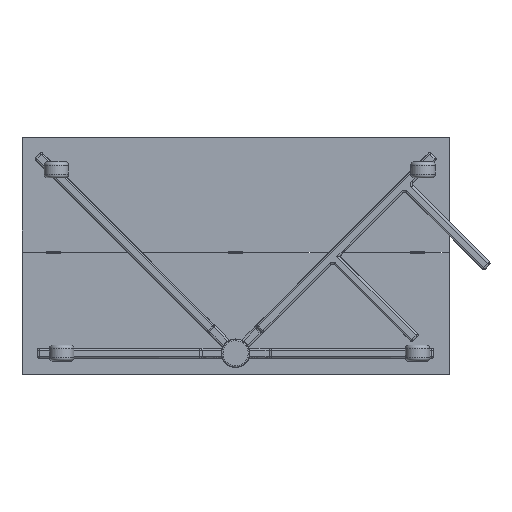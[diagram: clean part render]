
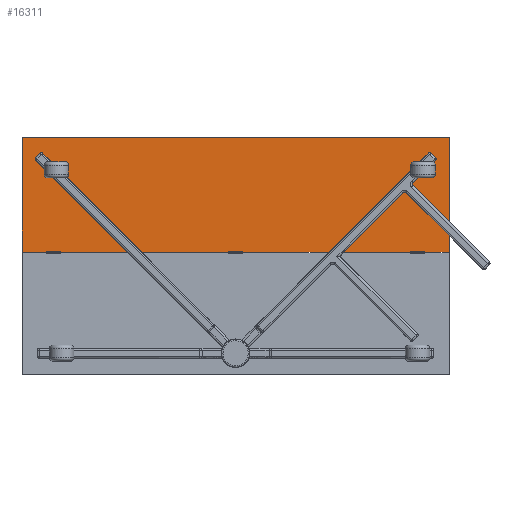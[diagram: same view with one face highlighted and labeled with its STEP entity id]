
A CAD part, front view. The second image highlights one B-rep face of the part: STEP entity #16311.
In plain terms, the highlighted free-form (B-spline) face has degree [1, 1] with [2, 2] control points.
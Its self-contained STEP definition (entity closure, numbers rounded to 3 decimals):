
#16279 = EDGE_CURVE('',#16280,#16282,#16284,.T.);
#16280 = VERTEX_POINT('',#16281);
#16281 = CARTESIAN_POINT('',(488.669,319.729,
    493.789));
#16282 = VERTEX_POINT('',#16283);
#16283 = CARTESIAN_POINT('',(488.669,319.729,
    231.303));
#16284 = B_SPLINE_CURVE_WITH_KNOTS('',1,(#16285,#16286),.UNSPECIFIED.,
  .F.,.F.,(2,2),(0.,282.),.PIECEWISE_BEZIER_KNOTS.);
#16285 = CARTESIAN_POINT('',(488.669,319.729,
    493.789));
#16286 = CARTESIAN_POINT('',(488.669,319.729,
    231.303));
#16311 = ADVANCED_FACE('',(#16312),#16418,.T.);
#16312 = FACE_BOUND('',#16313,.F.);
#16313 = EDGE_LOOP('',(#16314,#16323,#16330,#16337,#16342,#16343,#16350,
    #16357,#16364,#16371,#16378,#16385,#16392,#16399,#16406,#16413));
#16314 = ORIENTED_EDGE('',*,*,#16315,.T.);
#16315 = EDGE_CURVE('',#16316,#16318,#16320,.T.);
#16316 = VERTEX_POINT('',#16317);
#16317 = CARTESIAN_POINT('',(-432.821,319.729,
    233.63));
#16318 = VERTEX_POINT('',#16319);
#16319 = CARTESIAN_POINT('',(-432.821,319.729,
    231.303));
#16320 = B_SPLINE_CURVE_WITH_KNOTS('',1,(#16321,#16322),.UNSPECIFIED.,
  .F.,.F.,(2,2),(0.,2.5),.PIECEWISE_BEZIER_KNOTS.);
#16321 = CARTESIAN_POINT('',(-432.821,319.729,
    233.63));
#16322 = CARTESIAN_POINT('',(-432.821,319.729,
    231.303));
#16323 = ORIENTED_EDGE('',*,*,#16324,.F.);
#16324 = EDGE_CURVE('',#16325,#16318,#16327,.T.);
#16325 = VERTEX_POINT('',#16326);
#16326 = CARTESIAN_POINT('',(-488.669,319.729,
    231.303));
#16327 = B_SPLINE_CURVE_WITH_KNOTS('',1,(#16328,#16329),.UNSPECIFIED.,
  .F.,.F.,(2,2),(0.,60.),.PIECEWISE_BEZIER_KNOTS.);
#16328 = CARTESIAN_POINT('',(-488.669,319.729,
    231.303));
#16329 = CARTESIAN_POINT('',(-432.821,319.729,
    231.303));
#16330 = ORIENTED_EDGE('',*,*,#16331,.F.);
#16331 = EDGE_CURVE('',#16332,#16325,#16334,.T.);
#16332 = VERTEX_POINT('',#16333);
#16333 = CARTESIAN_POINT('',(-488.669,319.729,
    493.789));
#16334 = B_SPLINE_CURVE_WITH_KNOTS('',1,(#16335,#16336),.UNSPECIFIED.,
  .F.,.F.,(2,2),(0.,282.),.PIECEWISE_BEZIER_KNOTS.);
#16335 = CARTESIAN_POINT('',(-488.669,319.729,
    493.789));
#16336 = CARTESIAN_POINT('',(-488.669,319.729,
    231.303));
#16337 = ORIENTED_EDGE('',*,*,#16338,.T.);
#16338 = EDGE_CURVE('',#16332,#16280,#16339,.T.);
#16339 = B_SPLINE_CURVE_WITH_KNOTS('',1,(#16340,#16341),.UNSPECIFIED.,
  .F.,.F.,(2,2),(0.,1050.),.PIECEWISE_BEZIER_KNOTS.);
#16340 = CARTESIAN_POINT('',(-488.669,319.729,
    493.789));
#16341 = CARTESIAN_POINT('',(488.669,319.729,
    493.789));
#16342 = ORIENTED_EDGE('',*,*,#16279,.T.);
#16343 = ORIENTED_EDGE('',*,*,#16344,.F.);
#16344 = EDGE_CURVE('',#16345,#16282,#16347,.T.);
#16345 = VERTEX_POINT('',#16346);
#16346 = CARTESIAN_POINT('',(432.821,319.729,
    231.303));
#16347 = B_SPLINE_CURVE_WITH_KNOTS('',1,(#16348,#16349),.UNSPECIFIED.,
  .F.,.F.,(2,2),(0.,60.),.PIECEWISE_BEZIER_KNOTS.);
#16348 = CARTESIAN_POINT('',(432.821,319.729,
    231.303));
#16349 = CARTESIAN_POINT('',(488.669,319.729,
    231.303));
#16350 = ORIENTED_EDGE('',*,*,#16351,.F.);
#16351 = EDGE_CURVE('',#16352,#16345,#16354,.T.);
#16352 = VERTEX_POINT('',#16353);
#16353 = CARTESIAN_POINT('',(432.821,319.729,
    233.63));
#16354 = B_SPLINE_CURVE_WITH_KNOTS('',1,(#16355,#16356),.UNSPECIFIED.,
  .F.,.F.,(2,2),(0.,2.5),.PIECEWISE_BEZIER_KNOTS.);
#16355 = CARTESIAN_POINT('',(432.821,319.729,
    233.63));
#16356 = CARTESIAN_POINT('',(432.821,319.729,
    231.303));
#16357 = ORIENTED_EDGE('',*,*,#16358,.T.);
#16358 = EDGE_CURVE('',#16352,#16359,#16361,.T.);
#16359 = VERTEX_POINT('',#16360);
#16360 = CARTESIAN_POINT('',(400.243,319.729,
    233.63));
#16361 = B_SPLINE_CURVE_WITH_KNOTS('',1,(#16362,#16363),.UNSPECIFIED.,
  .F.,.F.,(2,2),(0.,35.),.PIECEWISE_BEZIER_KNOTS.);
#16362 = CARTESIAN_POINT('',(432.821,319.729,
    233.63));
#16363 = CARTESIAN_POINT('',(400.243,319.729,
    233.63));
#16364 = ORIENTED_EDGE('',*,*,#16365,.T.);
#16365 = EDGE_CURVE('',#16359,#16366,#16368,.T.);
#16366 = VERTEX_POINT('',#16367);
#16367 = CARTESIAN_POINT('',(400.243,319.729,
    231.303));
#16368 = B_SPLINE_CURVE_WITH_KNOTS('',1,(#16369,#16370),.UNSPECIFIED.,
  .F.,.F.,(2,2),(0.,2.5),.PIECEWISE_BEZIER_KNOTS.);
#16369 = CARTESIAN_POINT('',(400.243,319.729,
    233.63));
#16370 = CARTESIAN_POINT('',(400.243,319.729,
    231.303));
#16371 = ORIENTED_EDGE('',*,*,#16372,.F.);
#16372 = EDGE_CURVE('',#16373,#16366,#16375,.T.);
#16373 = VERTEX_POINT('',#16374);
#16374 = CARTESIAN_POINT('',(16.289,319.729,
    231.303));
#16375 = B_SPLINE_CURVE_WITH_KNOTS('',1,(#16376,#16377),.UNSPECIFIED.,
  .F.,.F.,(2,2),(0.,412.5),.PIECEWISE_BEZIER_KNOTS.);
#16376 = CARTESIAN_POINT('',(16.289,319.729,
    231.303));
#16377 = CARTESIAN_POINT('',(400.243,319.729,
    231.303));
#16378 = ORIENTED_EDGE('',*,*,#16379,.F.);
#16379 = EDGE_CURVE('',#16380,#16373,#16382,.T.);
#16380 = VERTEX_POINT('',#16381);
#16381 = CARTESIAN_POINT('',(16.289,319.729,
    233.63));
#16382 = B_SPLINE_CURVE_WITH_KNOTS('',1,(#16383,#16384),.UNSPECIFIED.,
  .F.,.F.,(2,2),(0.,2.5),.PIECEWISE_BEZIER_KNOTS.);
#16383 = CARTESIAN_POINT('',(16.289,319.729,
    233.63));
#16384 = CARTESIAN_POINT('',(16.289,319.729,
    231.303));
#16385 = ORIENTED_EDGE('',*,*,#16386,.T.);
#16386 = EDGE_CURVE('',#16380,#16387,#16389,.T.);
#16387 = VERTEX_POINT('',#16388);
#16388 = CARTESIAN_POINT('',(-16.289,319.729,
    233.63));
#16389 = B_SPLINE_CURVE_WITH_KNOTS('',1,(#16390,#16391),.UNSPECIFIED.,
  .F.,.F.,(2,2),(0.,35.),.PIECEWISE_BEZIER_KNOTS.);
#16390 = CARTESIAN_POINT('',(16.289,319.729,
    233.63));
#16391 = CARTESIAN_POINT('',(-16.289,319.729,
    233.63));
#16392 = ORIENTED_EDGE('',*,*,#16393,.T.);
#16393 = EDGE_CURVE('',#16387,#16394,#16396,.T.);
#16394 = VERTEX_POINT('',#16395);
#16395 = CARTESIAN_POINT('',(-16.289,319.729,
    231.303));
#16396 = B_SPLINE_CURVE_WITH_KNOTS('',1,(#16397,#16398),.UNSPECIFIED.,
  .F.,.F.,(2,2),(0.,2.5),.PIECEWISE_BEZIER_KNOTS.);
#16397 = CARTESIAN_POINT('',(-16.289,319.729,
    233.63));
#16398 = CARTESIAN_POINT('',(-16.289,319.729,
    231.303));
#16399 = ORIENTED_EDGE('',*,*,#16400,.F.);
#16400 = EDGE_CURVE('',#16401,#16394,#16403,.T.);
#16401 = VERTEX_POINT('',#16402);
#16402 = CARTESIAN_POINT('',(-400.243,319.729,
    231.303));
#16403 = B_SPLINE_CURVE_WITH_KNOTS('',1,(#16404,#16405),.UNSPECIFIED.,
  .F.,.F.,(2,2),(0.,412.5),.PIECEWISE_BEZIER_KNOTS.);
#16404 = CARTESIAN_POINT('',(-400.243,319.729,
    231.303));
#16405 = CARTESIAN_POINT('',(-16.289,319.729,
    231.303));
#16406 = ORIENTED_EDGE('',*,*,#16407,.F.);
#16407 = EDGE_CURVE('',#16408,#16401,#16410,.T.);
#16408 = VERTEX_POINT('',#16409);
#16409 = CARTESIAN_POINT('',(-400.243,319.729,
    233.63));
#16410 = B_SPLINE_CURVE_WITH_KNOTS('',1,(#16411,#16412),.UNSPECIFIED.,
  .F.,.F.,(2,2),(0.,2.5),.PIECEWISE_BEZIER_KNOTS.);
#16411 = CARTESIAN_POINT('',(-400.243,319.729,
    233.63));
#16412 = CARTESIAN_POINT('',(-400.243,319.729,
    231.303));
#16413 = ORIENTED_EDGE('',*,*,#16414,.T.);
#16414 = EDGE_CURVE('',#16408,#16316,#16415,.T.);
#16415 = B_SPLINE_CURVE_WITH_KNOTS('',1,(#16416,#16417),.UNSPECIFIED.,
  .F.,.F.,(2,2),(0.,35.),.PIECEWISE_BEZIER_KNOTS.);
#16416 = CARTESIAN_POINT('',(-400.243,319.729,
    233.63));
#16417 = CARTESIAN_POINT('',(-432.821,319.729,
    233.63));
#16418 = B_SPLINE_SURFACE_WITH_KNOTS('',1,1,(
    (#16419,#16420)
    ,(#16421,#16422
    )),.UNSPECIFIED.,.F.,.F.,.F.,(2,2),(2,2),(0.,282.),(0.,1050.),
  .PIECEWISE_BEZIER_KNOTS.);
#16419 = CARTESIAN_POINT('',(488.669,319.729,
    231.303));
#16420 = CARTESIAN_POINT('',(-488.669,319.729,
    231.303));
#16421 = CARTESIAN_POINT('',(488.669,319.729,
    493.789));
#16422 = CARTESIAN_POINT('',(-488.669,319.729,
    493.789));
